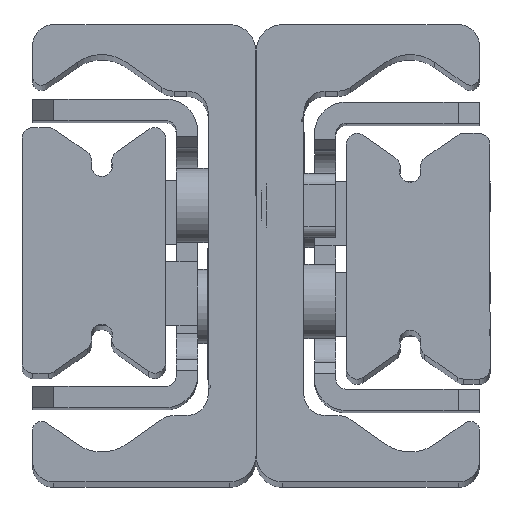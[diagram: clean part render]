
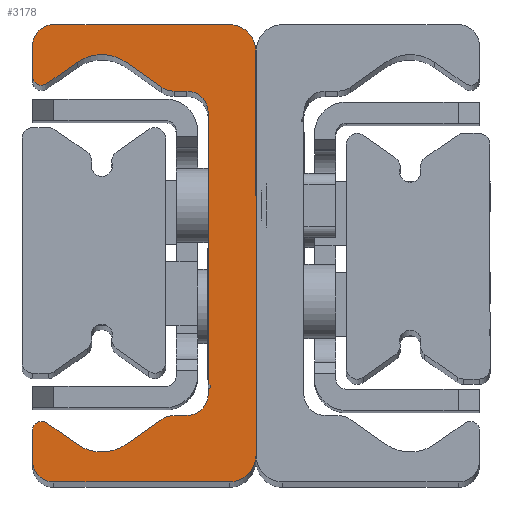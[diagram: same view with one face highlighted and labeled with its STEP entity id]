
A CAD part, top view. The second image highlights one B-rep face of the part: STEP entity #3178.
In plain terms, the highlighted planar face has unit normal (0, 0, 1).
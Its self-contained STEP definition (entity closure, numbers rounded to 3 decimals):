
#2166=CARTESIAN_POINT('',(2.499,0.,290.0));
#2167=VERTEX_POINT('',#2166);
#2168=CARTESIAN_POINT('',(-0.001,2.5,290.0));
#2169=VERTEX_POINT('',#2168);
#2170=CARTESIAN_POINT('',(2.499,2.5,290.0));
#2171=DIRECTION('',(0.0,0.0,-1.0));
#2172=DIRECTION('',(-1.0,0.0,0.0));
#2173=AXIS2_PLACEMENT_3D('',#2170,#2171,#2172);
#2174=CIRCLE('',#2173,2.5);
#2175=EDGE_CURVE('',#2167,#2169,#2174,.T.);
#2208=CARTESIAN_POINT('',(-0.001,40.5,290.0));
#2209=VERTEX_POINT('',#2208);
#2210=CARTESIAN_POINT('',(-0.001,2.5,290.0));
#2211=DIRECTION('',(0.0,1.0,0.0));
#2212=VECTOR('',#2211,38.0);
#2213=LINE('',#2210,#2212);
#2214=EDGE_CURVE('',#2169,#2209,#2213,.T.);
#2263=CARTESIAN_POINT('',(2.499,43.0,290.0));
#2264=VERTEX_POINT('',#2263);
#2265=CARTESIAN_POINT('',(2.499,40.5,290.0));
#2266=DIRECTION('',(0.0,0.0,-1.0));
#2267=DIRECTION('',(0.0,1.0,0.0));
#2268=AXIS2_PLACEMENT_3D('',#2265,#2266,#2267);
#2269=CIRCLE('',#2268,2.5);
#2270=EDGE_CURVE('',#2209,#2264,#2269,.T.);
#2296=CARTESIAN_POINT('',(18.999,43.,290.0));
#2297=VERTEX_POINT('',#2296);
#2298=CARTESIAN_POINT('',(2.499,43.0,290.0));
#2299=DIRECTION('',(1.0,0.0,0.0));
#2300=VECTOR('',#2299,16.5);
#2301=LINE('',#2298,#2300);
#2302=EDGE_CURVE('',#2264,#2297,#2301,.T.);
#2327=CARTESIAN_POINT('',(20.999,41.,290.0));
#2328=VERTEX_POINT('',#2327);
#2329=CARTESIAN_POINT('',(18.999,41.,290.0));
#2330=DIRECTION('',(0.0,0.0,-1.0));
#2331=DIRECTION('',(1.0,0.0,0.0));
#2332=AXIS2_PLACEMENT_3D('',#2329,#2330,#2331);
#2333=CIRCLE('',#2332,2.0);
#2334=EDGE_CURVE('',#2297,#2328,#2333,.T.);
#2360=CARTESIAN_POINT('',(20.999,38.15,290.0));
#2361=VERTEX_POINT('',#2360);
#2362=CARTESIAN_POINT('',(20.999,41.,290.0));
#2363=DIRECTION('',(0.0,-1.0,0.0));
#2364=VECTOR('',#2363,2.85);
#2365=LINE('',#2362,#2364);
#2366=EDGE_CURVE('',#2328,#2361,#2365,.T.);
#2391=CARTESIAN_POINT('',(19.662,37.453,290.0));
#2392=VERTEX_POINT('',#2391);
#2393=CARTESIAN_POINT('',(20.149,38.15,290.0));
#2394=DIRECTION('',(0.0,0.0,-1.));
#2395=DIRECTION('',(-0.574,-0.819,0.0));
#2396=AXIS2_PLACEMENT_3D('',#2393,#2394,#2395);
#2397=CIRCLE('',#2396,0.85);
#2398=EDGE_CURVE('',#2361,#2392,#2397,.T.);
#2424=CARTESIAN_POINT('',(16.794,39.462,290.0));
#2425=VERTEX_POINT('',#2424);
#2426=CARTESIAN_POINT('',(19.662,37.453,290.0));
#2427=DIRECTION('',(-0.819,0.574,0.0));
#2428=VECTOR('',#2427,3.501);
#2429=LINE('',#2426,#2428);
#2430=EDGE_CURVE('',#2392,#2425,#2429,.T.);
#2455=CARTESIAN_POINT('',(12.205,39.462,290.0));
#2456=VERTEX_POINT('',#2455);
#2457=CARTESIAN_POINT('',(14.499,36.185,290.0));
#2458=DIRECTION('',(0.0,0.0,1.0));
#2459=DIRECTION('',(-0.574,-0.819,0.0));
#2460=AXIS2_PLACEMENT_3D('',#2457,#2458,#2459);
#2461=CIRCLE('',#2460,4.0);
#2462=EDGE_CURVE('',#2425,#2456,#2461,.T.);
#2488=CARTESIAN_POINT('',(8.849,37.112,290.0));
#2489=VERTEX_POINT('',#2488);
#2490=CARTESIAN_POINT('',(12.205,39.462,290.0));
#2491=DIRECTION('',(-0.819,-0.574,0.0));
#2492=VECTOR('',#2491,4.097);
#2493=LINE('',#2490,#2492);
#2494=EDGE_CURVE('',#2456,#2489,#2493,.T.);
#2519=CARTESIAN_POINT('',(7.702,36.75,290.0));
#2520=VERTEX_POINT('',#2519);
#2521=CARTESIAN_POINT('',(7.702,38.75,290.0));
#2522=DIRECTION('',(0.0,0.0,-1.0));
#2523=DIRECTION('',(0.0,-1.0,0.0));
#2524=AXIS2_PLACEMENT_3D('',#2521,#2522,#2523);
#2525=CIRCLE('',#2524,2.0);
#2526=EDGE_CURVE('',#2489,#2520,#2525,.T.);
#2552=CARTESIAN_POINT('',(6.499,36.75,290.0));
#2553=VERTEX_POINT('',#2552);
#2554=CARTESIAN_POINT('',(7.702,36.75,290.0));
#2555=DIRECTION('',(-1.0,0.0,0.0));
#2556=VECTOR('',#2555,1.203);
#2557=LINE('',#2554,#2556);
#2558=EDGE_CURVE('',#2520,#2553,#2557,.T.);
#2583=CARTESIAN_POINT('',(4.499,34.75,290.0));
#2584=VERTEX_POINT('',#2583);
#2585=CARTESIAN_POINT('',(6.499,34.75,290.0));
#2586=DIRECTION('',(0.0,0.0,1.0));
#2587=DIRECTION('',(0.0,-1.0,0.0));
#2588=AXIS2_PLACEMENT_3D('',#2585,#2586,#2587);
#2589=CIRCLE('',#2588,2.0);
#2590=EDGE_CURVE('',#2553,#2584,#2589,.T.);
#2616=CARTESIAN_POINT('',(4.499,34.361,290.0));
#2617=VERTEX_POINT('',#2616);
#2618=CARTESIAN_POINT('',(4.499,34.75,290.0));
#2619=DIRECTION('',(0.0,-1.0,0.0));
#2620=VECTOR('',#2619,0.389);
#2621=LINE('',#2618,#2620);
#2622=EDGE_CURVE('',#2584,#2617,#2621,.T.);
#2647=CARTESIAN_POINT('',(4.411,34.234,290.0));
#2648=VERTEX_POINT('',#2647);
#2649=CARTESIAN_POINT('',(4.363,34.361,290.0));
#2650=DIRECTION('',(0.0,0.0,-1.0));
#2651=DIRECTION('',(0.353,-0.936,0.0));
#2652=AXIS2_PLACEMENT_3D('',#2649,#2650,#2651);
#2653=CIRCLE('',#2652,0.136);
#2654=EDGE_CURVE('',#2617,#2648,#2653,.T.);
#2680=CARTESIAN_POINT('',(4.422,33.762,290.0));
#2681=VERTEX_POINT('',#2680);
#2682=CARTESIAN_POINT('',(4.499,34.0,290.0));
#2683=DIRECTION('',(0.0,0.0,1.));
#2684=DIRECTION('',(0.353,-0.936,0.0));
#2685=AXIS2_PLACEMENT_3D('',#2682,#2683,#2684);
#2686=CIRCLE('',#2685,0.25);
#2687=EDGE_CURVE('',#2648,#2681,#2686,.T.);
#2713=CARTESIAN_POINT('',(4.499,33.656,290.0));
#2714=VERTEX_POINT('',#2713);
#2715=CARTESIAN_POINT('',(4.387,33.656,290.0));
#2716=DIRECTION('',(0.0,0.0,-1.0));
#2717=DIRECTION('',(1.0,0.0,0.0));
#2718=AXIS2_PLACEMENT_3D('',#2715,#2716,#2717);
#2719=CIRCLE('',#2718,0.112);
#2720=EDGE_CURVE('',#2681,#2714,#2719,.T.);
#2746=CARTESIAN_POINT('',(4.499,8.25,290.0));
#2747=VERTEX_POINT('',#2746);
#2748=CARTESIAN_POINT('',(4.499,33.656,290.0));
#2749=DIRECTION('',(0.0,-1.0,0.0));
#2750=VECTOR('',#2749,25.406);
#2751=LINE('',#2748,#2750);
#2752=EDGE_CURVE('',#2714,#2747,#2751,.T.);
#2801=CARTESIAN_POINT('',(6.499,6.25,290.0));
#2802=VERTEX_POINT('',#2801);
#2803=CARTESIAN_POINT('',(6.499,8.25,290.0));
#2804=DIRECTION('',(0.0,0.0,1.0));
#2805=DIRECTION('',(1.0,0.0,0.0));
#2806=AXIS2_PLACEMENT_3D('',#2803,#2804,#2805);
#2807=CIRCLE('',#2806,2.0);
#2808=EDGE_CURVE('',#2747,#2802,#2807,.T.);
#2834=CARTESIAN_POINT('',(7.702,6.25,290.0));
#2835=VERTEX_POINT('',#2834);
#2836=CARTESIAN_POINT('',(6.499,6.25,290.0));
#2837=DIRECTION('',(1.0,0.0,0.0));
#2838=VECTOR('',#2837,1.203);
#2839=LINE('',#2836,#2838);
#2840=EDGE_CURVE('',#2802,#2835,#2839,.T.);
#2865=CARTESIAN_POINT('',(8.849,5.888,290.0));
#2866=VERTEX_POINT('',#2865);
#2867=CARTESIAN_POINT('',(7.702,4.25,290.0));
#2868=DIRECTION('',(0.0,0.0,-1.));
#2869=DIRECTION('',(0.574,0.819,0.0));
#2870=AXIS2_PLACEMENT_3D('',#2867,#2868,#2869);
#2871=CIRCLE('',#2870,2.0);
#2872=EDGE_CURVE('',#2835,#2866,#2871,.T.);
#2898=CARTESIAN_POINT('',(12.205,3.538,290.0));
#2899=VERTEX_POINT('',#2898);
#2900=CARTESIAN_POINT('',(8.849,5.888,290.0));
#2901=DIRECTION('',(0.819,-0.574,0.0));
#2902=VECTOR('',#2901,4.097);
#2903=LINE('',#2900,#2902);
#2904=EDGE_CURVE('',#2866,#2899,#2903,.T.);
#2929=CARTESIAN_POINT('',(16.794,3.538,290.0));
#2930=VERTEX_POINT('',#2929);
#2931=CARTESIAN_POINT('',(14.499,6.815,290.0));
#2932=DIRECTION('',(0.0,0.0,1.0));
#2933=DIRECTION('',(0.574,0.819,0.0));
#2934=AXIS2_PLACEMENT_3D('',#2931,#2932,#2933);
#2935=CIRCLE('',#2934,4.0);
#2936=EDGE_CURVE('',#2899,#2930,#2935,.T.);
#2962=CARTESIAN_POINT('',(19.662,5.547,290.0));
#2963=VERTEX_POINT('',#2962);
#2964=CARTESIAN_POINT('',(16.794,3.538,290.0));
#2965=DIRECTION('',(0.819,0.574,0.0));
#2966=VECTOR('',#2965,3.501);
#2967=LINE('',#2964,#2966);
#2968=EDGE_CURVE('',#2930,#2963,#2967,.T.);
#2993=CARTESIAN_POINT('',(20.999,4.85,290.0));
#2994=VERTEX_POINT('',#2993);
#2995=CARTESIAN_POINT('',(20.149,4.85,290.0));
#2996=DIRECTION('',(0.0,0.0,-1.0));
#2997=DIRECTION('',(1.0,0.0,0.0));
#2998=AXIS2_PLACEMENT_3D('',#2995,#2996,#2997);
#2999=CIRCLE('',#2998,0.85);
#3000=EDGE_CURVE('',#2963,#2994,#2999,.T.);
#3026=CARTESIAN_POINT('',(20.999,2.,290.0));
#3027=VERTEX_POINT('',#3026);
#3028=CARTESIAN_POINT('',(20.999,4.85,290.0));
#3029=DIRECTION('',(0.0,-1.0,0.0));
#3030=VECTOR('',#3029,2.85);
#3031=LINE('',#3028,#3030);
#3032=EDGE_CURVE('',#2994,#3027,#3031,.T.);
#3057=CARTESIAN_POINT('',(18.999,0.,290.0));
#3058=VERTEX_POINT('',#3057);
#3059=CARTESIAN_POINT('',(18.999,2.,290.0));
#3060=DIRECTION('',(0.0,0.0,-1.0));
#3061=DIRECTION('',(0.0,-1.0,0.0));
#3062=AXIS2_PLACEMENT_3D('',#3059,#3060,#3061);
#3063=CIRCLE('',#3062,2.0);
#3064=EDGE_CURVE('',#3027,#3058,#3063,.T.);
#3090=CARTESIAN_POINT('',(18.999,0.,290.0));
#3091=DIRECTION('',(-1.0,0.0,0.0));
#3092=VECTOR('',#3091,16.5);
#3093=LINE('',#3090,#3092);
#3094=EDGE_CURVE('',#3058,#2167,#3093,.T.);
#3143=CARTESIAN_POINT('',(7.822,21.517,290.0));
#3144=DIRECTION('',(0.0,0.0,1.0));
#3145=DIRECTION('',(1.0,0.0,0.0));
#3146=AXIS2_PLACEMENT_3D('',#3143,#3144,#3145);
#3147=PLANE('',#3146);
#3148=ORIENTED_EDGE('',*,*,#2175,.F.);
#3149=ORIENTED_EDGE('',*,*,#3094,.F.);
#3150=ORIENTED_EDGE('',*,*,#3064,.F.);
#3151=ORIENTED_EDGE('',*,*,#3032,.F.);
#3152=ORIENTED_EDGE('',*,*,#3000,.F.);
#3153=ORIENTED_EDGE('',*,*,#2968,.F.);
#3154=ORIENTED_EDGE('',*,*,#2936,.F.);
#3155=ORIENTED_EDGE('',*,*,#2904,.F.);
#3156=ORIENTED_EDGE('',*,*,#2872,.F.);
#3157=ORIENTED_EDGE('',*,*,#2840,.F.);
#3158=ORIENTED_EDGE('',*,*,#2808,.F.);
#3159=ORIENTED_EDGE('',*,*,#2752,.F.);
#3160=ORIENTED_EDGE('',*,*,#2720,.F.);
#3161=ORIENTED_EDGE('',*,*,#2687,.F.);
#3162=ORIENTED_EDGE('',*,*,#2654,.F.);
#3163=ORIENTED_EDGE('',*,*,#2622,.F.);
#3164=ORIENTED_EDGE('',*,*,#2590,.F.);
#3165=ORIENTED_EDGE('',*,*,#2558,.F.);
#3166=ORIENTED_EDGE('',*,*,#2526,.F.);
#3167=ORIENTED_EDGE('',*,*,#2494,.F.);
#3168=ORIENTED_EDGE('',*,*,#2462,.F.);
#3169=ORIENTED_EDGE('',*,*,#2430,.F.);
#3170=ORIENTED_EDGE('',*,*,#2398,.F.);
#3171=ORIENTED_EDGE('',*,*,#2366,.F.);
#3172=ORIENTED_EDGE('',*,*,#2334,.F.);
#3173=ORIENTED_EDGE('',*,*,#2302,.F.);
#3174=ORIENTED_EDGE('',*,*,#2270,.F.);
#3175=ORIENTED_EDGE('',*,*,#2214,.F.);
#3176=EDGE_LOOP('',(#3148,#3149,#3150,#3151,#3152,#3153,#3154,#3155,#3156,#3157,#3158,#3159,#3160,#3161,#3162,#3163,#3164,#3165,#3166,#3167,#3168,#3169,#3170,#3171,#3172,#3173,#3174,#3175));
#3177=FACE_OUTER_BOUND('',#3176,.T.);
#3178=ADVANCED_FACE('',(#3177),#3147,.T.);
